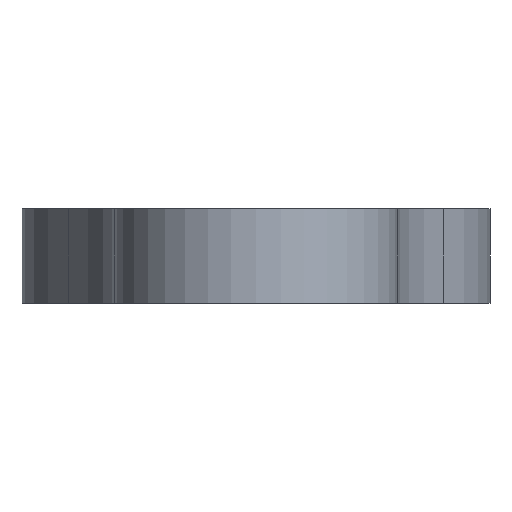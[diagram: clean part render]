
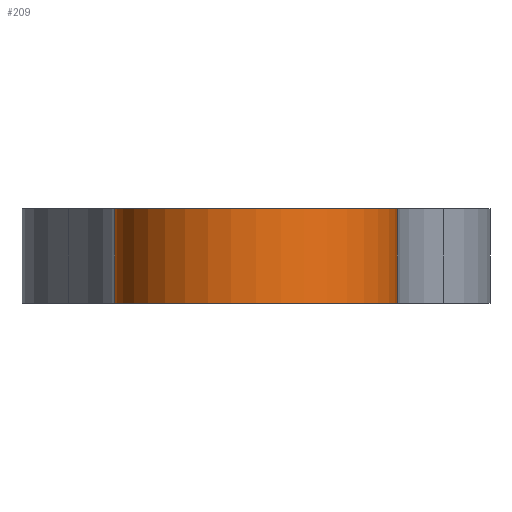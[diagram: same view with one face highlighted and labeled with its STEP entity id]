
A CAD part, front view. The second image highlights one B-rep face of the part: STEP entity #209.
In plain terms, the highlighted cylindrical face has radius 6 mm (diameter 12 mm), a partial arc.
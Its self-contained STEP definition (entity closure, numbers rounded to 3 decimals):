
#22 = CARTESIAN_POINT ( 'NONE',  ( -6., -45., 0. ) ) ;
#47 = CYLINDRICAL_SURFACE ( 'NONE', #120, 6. ) ;
#54 = EDGE_CURVE ( 'NONE', #674, #218, #263, .T. ) ;
#55 = CIRCLE ( 'NONE', #350, 6. ) ;
#103 = CARTESIAN_POINT ( 'NONE',  ( -6., -45., 4. ) ) ;
#120 = AXIS2_PLACEMENT_3D ( 'NONE', #301, #814, #176 ) ;
#139 = EDGE_CURVE ( 'NONE', #674, #344, #368, .T. ) ;
#144 = EDGE_CURVE ( 'NONE', #218, #205, #346, .T. ) ;
#149 = EDGE_LOOP ( 'NONE', ( #421, #389, #617, #755 ) ) ;
#171 = CARTESIAN_POINT ( 'NONE',  ( 6., -45., 0. ) ) ;
#176 = DIRECTION ( 'NONE',  ( -1., 0., 0. ) ) ;
#205 = VERTEX_POINT ( 'NONE', #171 ) ;
#209 = ADVANCED_FACE ( 'NONE', ( #758 ), #47, .T. ) ;
#218 = VERTEX_POINT ( 'NONE', #737 ) ;
#226 = CARTESIAN_POINT ( 'NONE',  ( 6., -45., 4. ) ) ;
#263 = CIRCLE ( 'NONE', #561, 6. ) ;
#294 = DIRECTION ( 'NONE',  ( 0., 0., -1. ) ) ;
#301 = CARTESIAN_POINT ( 'NONE',  ( 0., -45., 4. ) ) ;
#344 = VERTEX_POINT ( 'NONE', #22 ) ;
#346 = LINE ( 'NONE', #226, #371 ) ;
#350 = AXIS2_PLACEMENT_3D ( 'NONE', #645, #390, #663 ) ;
#368 = LINE ( 'NONE', #103, #444 ) ;
#371 = VECTOR ( 'NONE', #425, 1000. ) ;
#389 = ORIENTED_EDGE ( 'NONE', *, *, #144, .F. ) ;
#390 = DIRECTION ( 'NONE',  ( 0., 0., 1. ) ) ;
#421 = ORIENTED_EDGE ( 'NONE', *, *, #711, .T. ) ;
#425 = DIRECTION ( 'NONE',  ( 0., 0., -1. ) ) ;
#444 = VECTOR ( 'NONE', #294, 1000. ) ;
#487 = CARTESIAN_POINT ( 'NONE',  ( 0., -45., 4. ) ) ;
#556 = DIRECTION ( 'NONE',  ( 0., 0., 1. ) ) ;
#561 = AXIS2_PLACEMENT_3D ( 'NONE', #487, #556, #752 ) ;
#617 = ORIENTED_EDGE ( 'NONE', *, *, #54, .F. ) ;
#645 = CARTESIAN_POINT ( 'NONE',  ( 0., -45., 0. ) ) ;
#649 = CARTESIAN_POINT ( 'NONE',  ( -6., -45., 4. ) ) ;
#663 = DIRECTION ( 'NONE',  ( 1., 0., 0. ) ) ;
#674 = VERTEX_POINT ( 'NONE', #649 ) ;
#711 = EDGE_CURVE ( 'NONE', #344, #205, #55, .T. ) ;
#737 = CARTESIAN_POINT ( 'NONE',  ( 6., -45., 4. ) ) ;
#752 = DIRECTION ( 'NONE',  ( 1., 0., 0. ) ) ;
#755 = ORIENTED_EDGE ( 'NONE', *, *, #139, .T. ) ;
#758 = FACE_OUTER_BOUND ( 'NONE', #149, .T. ) ;
#814 = DIRECTION ( 'NONE',  ( 0., 0., -1. ) ) ;
